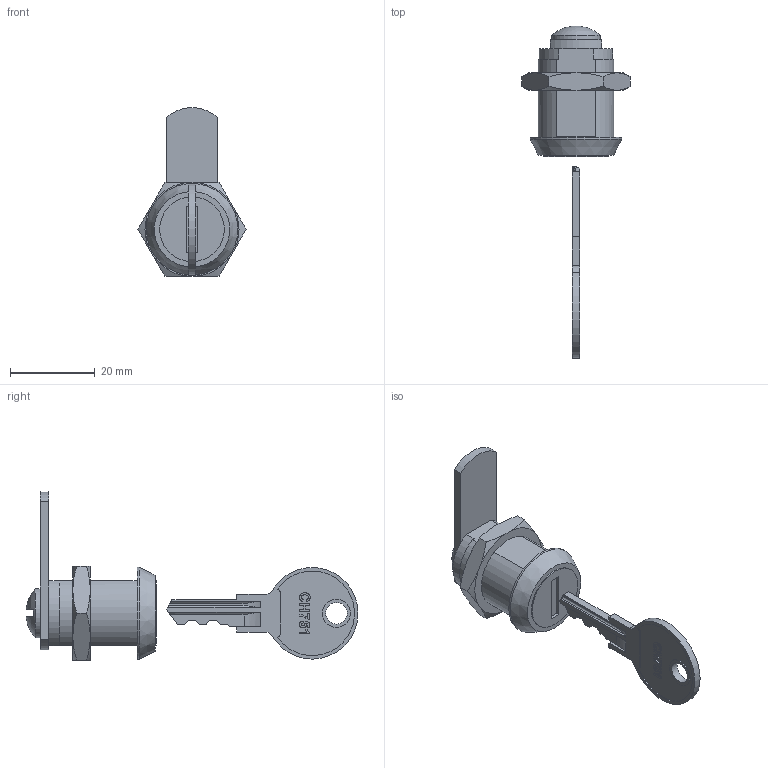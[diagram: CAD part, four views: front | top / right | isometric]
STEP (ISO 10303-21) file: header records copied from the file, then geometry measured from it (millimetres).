
FILE_DESCRIPTION(('FreeCAD Model'),'2;1');
FILE_NAME('Lock Keyed Cabinet.step', '2021-01-12T13:14:59',('Author'),(''), 'Open CASCADE STEP processor 7.3','FreeCAD','Unknown');
FILE_SCHEMA(('AUTOMOTIVE_DESIGN { 1 0 10303 214 1 1 1 1 }'));
Length unit declared in the file: millimetre
Products named in the file (6): Lock_Assy; Body; Key; Latch; Nut; Screw
Assembly tree (5 placements, depth 2):
  Lock_Assy
    Body
    Key
    Latch
    Nut
    Screw
Bounding box: 25.52 x 78.19 x 39.65 mm (x, y, z)
Volume: 8582 mm3; surface area: 5821.6 mm2
Topology: 5 solids, 5 shells, 335 faces, 900 edges, 599 vertices
Faces by surface type: plane 157, extrusion 132, cylinder 32, sphere 13, cone 1
Full cylindrical faces by diameter (mm): 5.08 x4, 6.621 x2, 11.532 x1, 15.24 x1, 17.78 x2, 21.59 x1
Entity records: 30219 total; most frequent: CARTESIAN_POINT 11225, DIRECTION 2457, ORIENTED_EDGE 1800, PCURVE 1800, DEFINITIONAL_REPRESENTATION 1800, VECTOR 1747, LINE 1615, B_SPLINE_CURVE_WITH_KNOTS 1011
